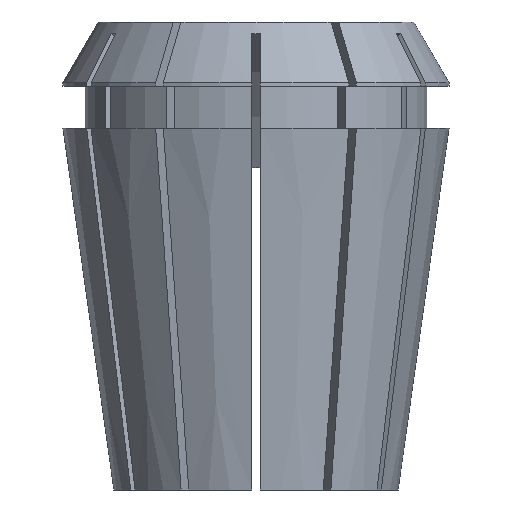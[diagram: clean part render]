
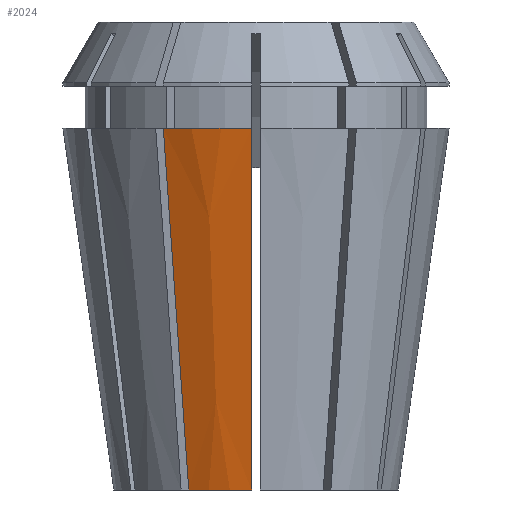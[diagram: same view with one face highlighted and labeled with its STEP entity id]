
A CAD part, front view. The second image highlights one B-rep face of the part: STEP entity #2024.
In plain terms, the highlighted conical face has half-angle 8 degrees and reference radius 12.158 mm.
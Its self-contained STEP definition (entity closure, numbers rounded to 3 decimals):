
#10 = CARTESIAN_POINT ( 'NONE',  ( -0.375, -14.763, 18.571 ) ) ;
#55 = CARTESIAN_POINT ( 'NONE',  ( -7.923, -14.474, 30.9 ) ) ;
#235 = CARTESIAN_POINT ( 'NONE',  ( -5.927, -11.016, 2.504 ) ) ;
#291 = ORIENTED_EDGE ( 'NONE', *, *, #3966, .F. ) ;
#294 = EDGE_LOOP ( 'NONE', ( #1048, #2190, #2511, #291 ) ) ;
#413 = VERTEX_POINT ( 'NONE', #55 ) ;
#495 = DIRECTION ( 'NONE',  ( -1., 0., 0. ) ) ;
#550 = CARTESIAN_POINT ( 'NONE',  ( -7.566, -13.854, 25.811 ) ) ;
#790 = CIRCLE ( 'NONE', #3999, 16.5 ) ;
#916 = CARTESIAN_POINT ( 'NONE',  ( -7.923, -14.474, 30.9 ) ) ;
#1009 = CARTESIAN_POINT ( 'NONE',  ( -0.375, -12.152, 0. ) ) ;
#1022 = CARTESIAN_POINT ( 'NONE',  ( -0.375, -13.728, 11.212 ) ) ;
#1048 = ORIENTED_EDGE ( 'NONE', *, *, #1333, .T. ) ;
#1219 = CARTESIAN_POINT ( 'NONE',  ( -5.751, -10.711, 0. ) ) ;
#1228 = CARTESIAN_POINT ( 'NONE',  ( -0.375, -12.152, 0. ) ) ;
#1302 = DIRECTION ( 'NONE',  ( 0., 0., 1. ) ) ;
#1333 = EDGE_CURVE ( 'NONE', #3731, #413, #790, .T. ) ;
#1554 = FACE_OUTER_BOUND ( 'NONE', #294, .T. ) ;
#1615 = CARTESIAN_POINT ( 'NONE',  ( 0., 0., 0. ) ) ;
#1782 = B_SPLINE_CURVE_WITH_KNOTS ( 'NONE', 3,
 ( #3615, #2295, #2265, #3950, #10, #1022, #3724, #2663, #2995, #1009 ),
 .UNSPECIFIED., .F., .F.,
 ( 4, 3, 3, 4 ),
 ( 0.064, 0.069, 0.091, 0.095 ),
 .UNSPECIFIED. ) ;
#1882 = CARTESIAN_POINT ( 'NONE',  ( -7.804, -14.267, 29.204 ) ) ;
#2024 = ADVANCED_FACE ( 'NONE', ( #1554 ), #2863, .T. ) ;
#2080 = EDGE_CURVE ( 'NONE', #2700, #4043, #4159, .T. ) ;
#2184 = CARTESIAN_POINT ( 'NONE',  ( -7.049, -12.959, 18.459 ) ) ;
#2190 = ORIENTED_EDGE ( 'NONE', *, *, #2219, .T. ) ;
#2219 = EDGE_CURVE ( 'NONE', #413, #4043, #2842, .T. ) ;
#2265 = CARTESIAN_POINT ( 'NONE',  ( -0.375, -16.03, 27.587 ) ) ;
#2273 = DIRECTION ( 'NONE',  ( -1., 0., 0. ) ) ;
#2295 = CARTESIAN_POINT ( 'NONE',  ( -0.375, -16.263, 29.243 ) ) ;
#2511 = ORIENTED_EDGE ( 'NONE', *, *, #2080, .F. ) ;
#2521 = CARTESIAN_POINT ( 'NONE',  ( -7.685, -14.06, 27.507 ) ) ;
#2530 = CARTESIAN_POINT ( 'NONE',  ( 0., 0., 30.9 ) ) ;
#2537 = CARTESIAN_POINT ( 'NONE',  ( -5.839, -10.864, 1.252 ) ) ;
#2568 = AXIS2_PLACEMENT_3D ( 'NONE', #1615, #3941, #2273 ) ;
#2618 = DIRECTION ( 'NONE',  ( 1., 0., 0. ) ) ;
#2663 = CARTESIAN_POINT ( 'NONE',  ( -0.375, -12.513, 2.568 ) ) ;
#2700 = VERTEX_POINT ( 'NONE', #1228 ) ;
#2816 = DIRECTION ( 'NONE',  ( 0., 0., -1. ) ) ;
#2842 = B_SPLINE_CURVE_WITH_KNOTS ( 'NONE', 3,
 ( #916, #1882, #2521, #550, #2184, #2869, #3562, #235, #2537, #1219 ),
 .UNSPECIFIED., .F., .F.,
 ( 4, 3, 3, 4 ),
 ( 0.065, 0.07, 0.093, 0.096 ),
 .UNSPECIFIED. ) ;
#2863 = CONICAL_SURFACE ( 'NONE', #3617, 12.158, 0.14 ) ;
#2869 = CARTESIAN_POINT ( 'NONE',  ( -6.532, -12.064, 11.108 ) ) ;
#2995 = CARTESIAN_POINT ( 'NONE',  ( -0.375, -12.332, 1.284 ) ) ;
#3289 = CARTESIAN_POINT ( 'NONE',  ( 0., 0., 0. ) ) ;
#3562 = CARTESIAN_POINT ( 'NONE',  ( -6.015, -11.169, 3.756 ) ) ;
#3615 = CARTESIAN_POINT ( 'NONE',  ( -0.375, -16.496, 30.9 ) ) ;
#3617 = AXIS2_PLACEMENT_3D ( 'NONE', #3289, #1302, #2618 ) ;
#3724 = CARTESIAN_POINT ( 'NONE',  ( -0.375, -12.693, 3.852 ) ) ;
#3731 = VERTEX_POINT ( 'NONE', #3933 ) ;
#3796 = CARTESIAN_POINT ( 'NONE',  ( -5.751, -10.711, 0. ) ) ;
#3933 = CARTESIAN_POINT ( 'NONE',  ( -0.375, -16.496, 30.9 ) ) ;
#3941 = DIRECTION ( 'NONE',  ( 0., 0., -1. ) ) ;
#3950 = CARTESIAN_POINT ( 'NONE',  ( -0.375, -15.797, 25.93 ) ) ;
#3966 = EDGE_CURVE ( 'NONE', #3731, #2700, #1782, .T. ) ;
#3999 = AXIS2_PLACEMENT_3D ( 'NONE', #2530, #2816, #495 ) ;
#4043 = VERTEX_POINT ( 'NONE', #3796 ) ;
#4159 = CIRCLE ( 'NONE', #2568, 12.158 ) ;
